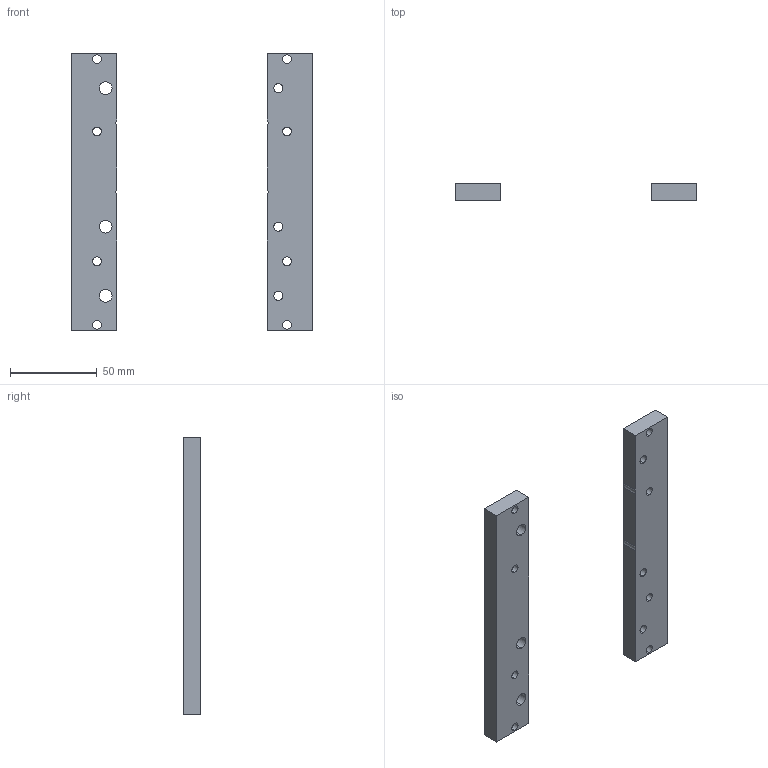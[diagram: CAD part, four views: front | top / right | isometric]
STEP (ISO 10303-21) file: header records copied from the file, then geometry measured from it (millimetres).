
FILE_DESCRIPTION (( 'STEP AP214' ), '1' );
FILE_NAME ('g³owica3.STEP', '2025-05-17T13:13:39', ( '' ), ( '' ), 'SwSTEP 2.0', 'SolidWorks 2022', '' );
FILE_SCHEMA (( 'AUTOMOTIVE_DESIGN' ));
Length unit declared in the file: millimetre
Products named in the file (1): głowica3
Bounding box: 139.7 x 10 x 160 mm (x, y, z)
Volume: 80778.8 mm3; surface area: 26062.2 mm2
Topology: 2 solids, 2 shells, 48 faces, 132 edges, 88 vertices
Faces by surface type: cylinder 32, plane 16
Entity records: 1659 total; most frequent: DIRECTION 294, CARTESIAN_POINT 269, ORIENTED_EDGE 264, EDGE_CURVE 132, AXIS2_PLACEMENT_3D 113, VERTEX_POINT 88, EDGE_LOOP 76, VECTOR 68
